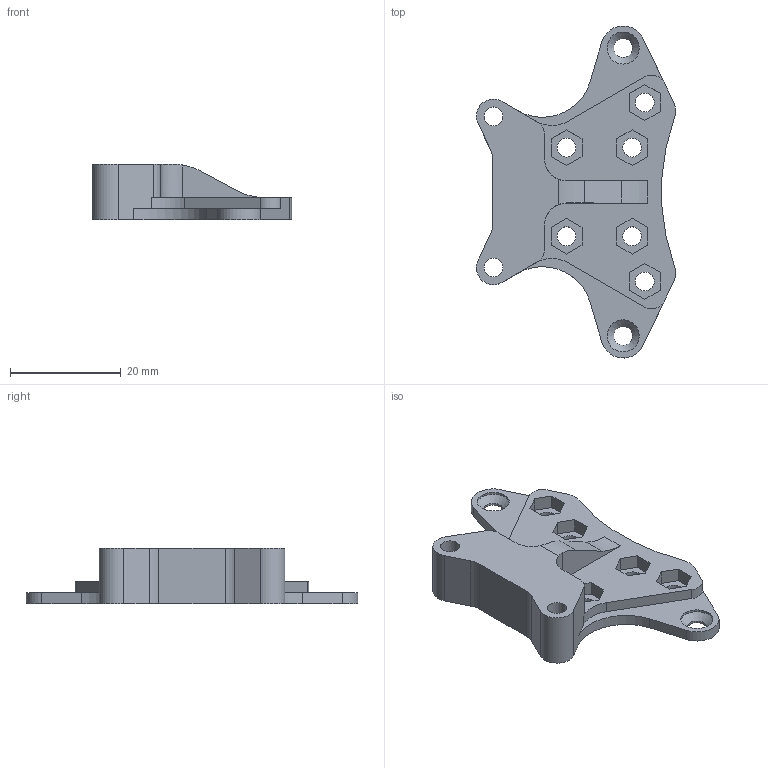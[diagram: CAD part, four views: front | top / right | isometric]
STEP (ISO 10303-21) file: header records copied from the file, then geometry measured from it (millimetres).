
FILE_DESCRIPTION(('STEP AP242'), '1');
FILE_NAME('Çàãðóøêà ðàñïðåä', '', ('UNSPECIFIED'), ('UNSPECIFIED'), 'C3D Converter', 'C3D Toolkit', '');
FILE_SCHEMA(('AP242_MANAGED_MODEL_BASED_3D_ENGINEERING_MIM_LF { 1 0 10303 442 1 1 4 }'));
Length unit declared in the file: millimetre
Products named in the file (5): -02; -04
Assembly tree (6 placements, depth 3):
  (unnamed)
    -02  x3
      (unnamed)
    -04
      (unnamed)
Bounding box: 35.99 x 60 x 10 mm (x, y, z)
Volume: 6111.2 mm3; surface area: 4303.9 mm2
Topology: 1 solids, 1 shells, 98 faces, 266 edges, 176 vertices
Faces by surface type: plane 63, cylinder 33, cone 2
Full cylindrical faces by diameter (mm): 3.4 x10, 5.8 x2
Entity records: 3413 total; most frequent: CARTESIAN_POINT 585, DIRECTION 526, ORIENTED_EDGE 504, EDGE_CURVE 252, LINE 184, VECTOR 184, VERTEX_POINT 176, AXIS2_PLACEMENT_3D 171
